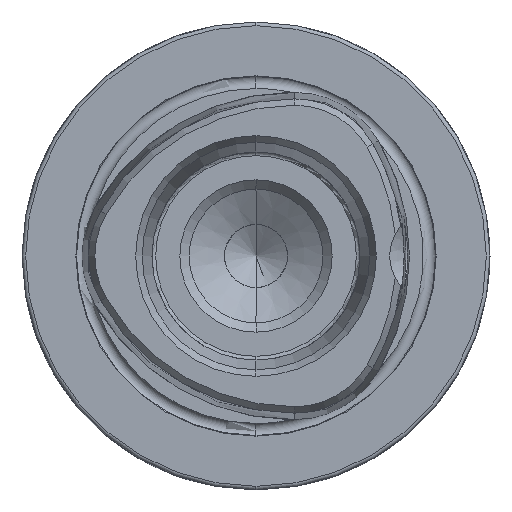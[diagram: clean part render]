
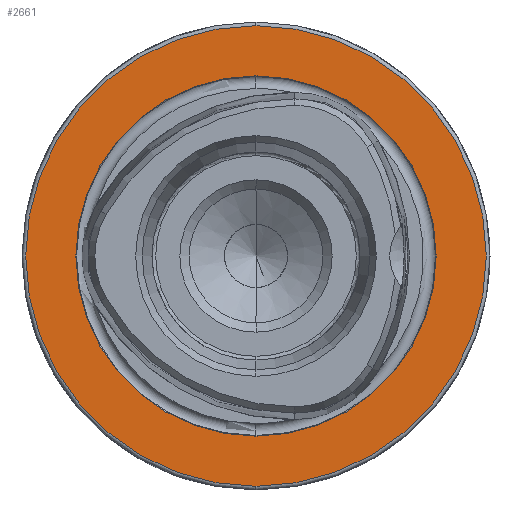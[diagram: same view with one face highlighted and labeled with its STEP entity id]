
A CAD part, left-side view. The second image highlights one B-rep face of the part: STEP entity #2661.
In plain terms, the highlighted planar face has unit normal (-1, 0, 0).
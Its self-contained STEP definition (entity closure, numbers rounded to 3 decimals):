
#1320 = CARTESIAN_POINT ( 'NONE',  ( 0., 0., 0. ) ) ;
#1321 = DIRECTION ( 'NONE',  ( -1., 0., 0. ) ) ;
#1322 = DIRECTION ( 'NONE',  ( 0., 0., 1. ) ) ;
#1818 = CARTESIAN_POINT ( 'NONE',  ( 0., 0., 0. ) ) ;
#1819 = DIRECTION ( 'NONE',  ( -1., 0., 0. ) ) ;
#1820 = DIRECTION ( 'NONE',  ( 0., 0., 1. ) ) ;
#1945 = CARTESIAN_POINT ( 'NONE',  ( 0., 0., 0. ) ) ;
#1946 = DIRECTION ( 'NONE',  ( -1., 0., 0. ) ) ;
#1947 = DIRECTION ( 'NONE',  ( 0., 0., 1. ) ) ;
#2063 = CARTESIAN_POINT ( 'NONE',  ( 0., 0., -24.25 ) ) ;
#2133 = CARTESIAN_POINT ( 'NONE',  ( 0., 0., -31. ) ) ;
#2198 = CARTESIAN_POINT ( 'NONE',  ( 0., 0., 24.25 ) ) ;
#2661 = ADVANCED_FACE ( 'NONE', ( #3265, #3185 ), #7305, .F. ) ;
#2708 = ORIENTED_EDGE ( 'NONE', *, *, #3907, .T. ) ;
#2768 = ORIENTED_EDGE ( 'NONE', *, *, #3833, .F. ) ;
#2878 = ORIENTED_EDGE ( 'NONE', *, *, #8353, .T. ) ;
#2884 = ORIENTED_EDGE ( 'NONE', *, *, #3940, .F. ) ;
#3185 = FACE_OUTER_BOUND ( 'NONE', #4353, .T. ) ;
#3265 = FACE_BOUND ( 'NONE', #8772, .T. ) ;
#3833 = EDGE_CURVE ( 'NONE', #4314, #6893, #9704, .T. ) ;
#3907 = EDGE_CURVE ( 'NONE', #6828, #7011, #9629, .T. ) ;
#3940 = EDGE_CURVE ( 'NONE', #6893, #4314, #9766, .T. ) ;
#4314 = VERTEX_POINT ( 'NONE', #2063 ) ;
#4353 = EDGE_LOOP ( 'NONE', ( #2878, #2708 ) ) ;
#4578 = AXIS2_PLACEMENT_3D ( 'NONE', #7243, #7154, #7194 ) ;
#5310 = CARTESIAN_POINT ( 'NONE',  ( 0., 0., 31. ) ) ;
#5925 = CIRCLE ( 'NONE', #7926, 31. ) ;
#6557 = CARTESIAN_POINT ( 'NONE',  ( 0., 0., 0. ) ) ;
#6558 = DIRECTION ( 'NONE',  ( -1., 0., 0. ) ) ;
#6559 = DIRECTION ( 'NONE',  ( 0., 0., 1. ) ) ;
#6828 = VERTEX_POINT ( 'NONE', #2133 ) ;
#6893 = VERTEX_POINT ( 'NONE', #2198 ) ;
#7011 = VERTEX_POINT ( 'NONE', #5310 ) ;
#7154 = DIRECTION ( 'NONE',  ( 1., 0., 0. ) ) ;
#7194 = DIRECTION ( 'NONE',  ( 0., 0., -1. ) ) ;
#7243 = CARTESIAN_POINT ( 'NONE',  ( 0., 24.25, 0. ) ) ;
#7305 = PLANE ( 'NONE',  #4578 ) ;
#7835 = AXIS2_PLACEMENT_3D ( 'NONE', #1320, #1321, #1322 ) ;
#7849 = AXIS2_PLACEMENT_3D ( 'NONE', #1818, #1819, #1820 ) ;
#7864 = AXIS2_PLACEMENT_3D ( 'NONE', #1945, #1946, #1947 ) ;
#7926 = AXIS2_PLACEMENT_3D ( 'NONE', #6557, #6558, #6559 ) ;
#8353 = EDGE_CURVE ( 'NONE', #7011, #6828, #5925, .T. ) ;
#8772 = EDGE_LOOP ( 'NONE', ( #2884, #2768 ) ) ;
#9629 = CIRCLE ( 'NONE', #7849, 31. ) ;
#9704 = CIRCLE ( 'NONE', #7835, 24.25 ) ;
#9766 = CIRCLE ( 'NONE', #7864, 24.25 ) ;
